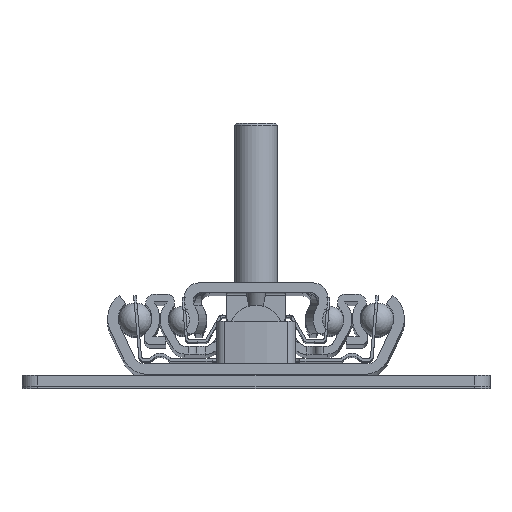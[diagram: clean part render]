
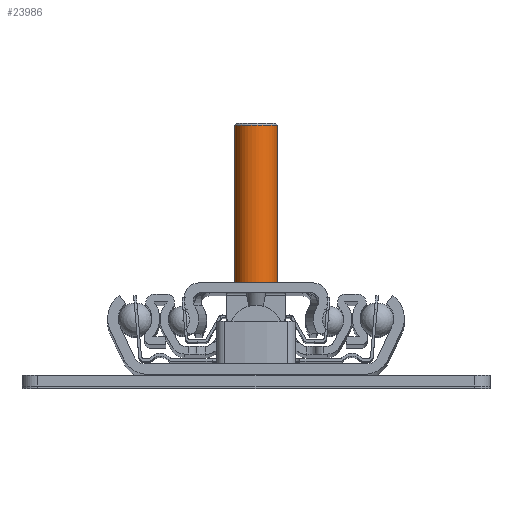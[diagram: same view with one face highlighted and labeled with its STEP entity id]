
A CAD part, top view. The second image highlights one B-rep face of the part: STEP entity #23986.
In plain terms, the highlighted cylindrical face has radius 4 mm (diameter 8 mm), a full revolution.
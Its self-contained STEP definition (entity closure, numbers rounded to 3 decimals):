
#5692=CYLINDRICAL_SURFACE('',#28645,4.);
#5907=FACE_BOUND('',#8667,.T.);
#7190=FACE_OUTER_BOUND('',#8666,.T.);
#8666=EDGE_LOOP('',(#22002));
#8667=EDGE_LOOP('',(#22003));
#11110=VERTEX_POINT('',#44798);
#11112=VERTEX_POINT('',#44803);
#14742=EDGE_CURVE('',#11110,#11110,#25351,.T.);
#14744=EDGE_CURVE('',#11112,#11112,#25353,.T.);
#22002=ORIENTED_EDGE('',*,*,#14744,.F.);
#22003=ORIENTED_EDGE('',*,*,#14742,.T.);
#23986=ADVANCED_FACE('',(#7190,#5907),#5692,.T.);
#25351=CIRCLE('',#28643,4.);
#25353=CIRCLE('',#28646,4.);
#28643=AXIS2_PLACEMENT_3D('',#44799,#36306,#36307);
#28645=AXIS2_PLACEMENT_3D('',#44802,#36310,#36311);
#28646=AXIS2_PLACEMENT_3D('',#44804,#36312,#36313);
#36306=DIRECTION('center_axis',(0.,-1.,0.));
#36307=DIRECTION('ref_axis',(1.,0.,0.));
#36310=DIRECTION('center_axis',(0.,-1.,0.));
#36311=DIRECTION('ref_axis',(1.,0.,0.));
#36312=DIRECTION('center_axis',(0.,-1.,0.));
#36313=DIRECTION('ref_axis',(1.,0.,0.));
#44798=CARTESIAN_POINT('',(4.,-0.3,0.));
#44799=CARTESIAN_POINT('Origin',(0.,-0.3,
0.));
#44802=CARTESIAN_POINT('Origin',(0.,-15.15,0.));
#44803=CARTESIAN_POINT('',(4.,-30.,0.));
#44804=CARTESIAN_POINT('Origin',(0.,-30.,0.));
